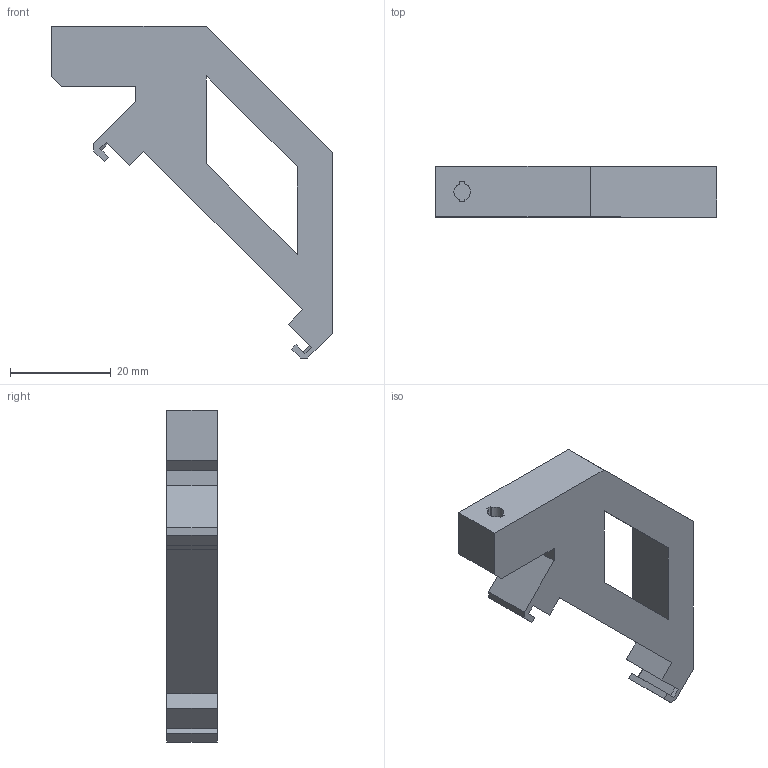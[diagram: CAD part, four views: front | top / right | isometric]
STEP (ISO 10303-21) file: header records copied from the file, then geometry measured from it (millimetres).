
FILE_DESCRIPTION(/* description */ (''),/* implementation_level */ '2;1');
FILE_NAME(/* name */ 'mk3_lcd_support_enclosure_R-R1.stp',/* time_stamp */ '2023-07-03T09:39:14+02:00',/* author */ ('borek.rajtora'),/* organization */ (''),/* preprocessor_version */ 'ST-DEVELOPER v19',/* originating_system */ 'Autodesk Inventor 2023',/* authorisation */ '');
FILE_SCHEMA (('AUTOMOTIVE_DESIGN { 1 0 10303 214 3 1 1 }'));
Length unit declared in the file: millimetre
Products named in the file (1): mk3_lcd_support_enclosure_R
Bounding box: 55.7 x 10 x 65.78 mm (x, y, z)
Volume: 13117.2 mm3; surface area: 6091.3 mm2
Topology: 1 solids, 1 shells, 111 faces, 312 edges, 208 vertices
Faces by surface type: plane 89, bspline 16, cylinder 6
Entity records: 3685 total; most frequent: CARTESIAN_POINT 868, ORIENTED_EDGE 624, DIRECTION 480, EDGE_CURVE 312, LINE 264, VECTOR 264, VERTEX_POINT 208, EDGE_LOOP 120
